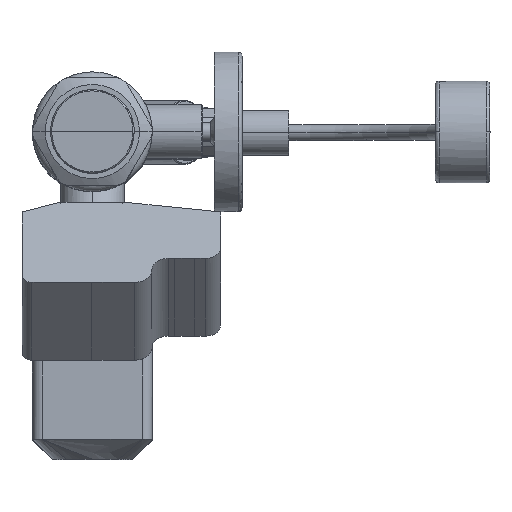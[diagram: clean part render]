
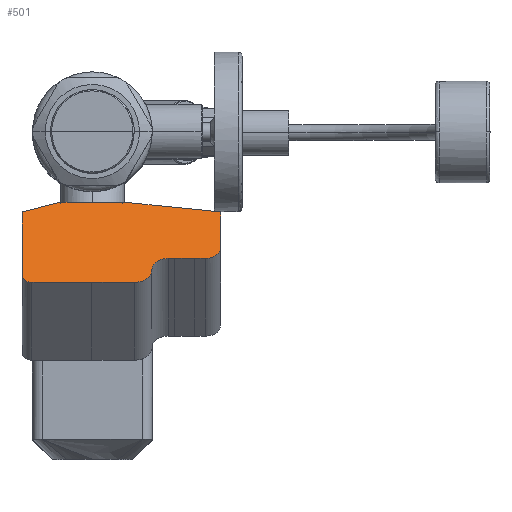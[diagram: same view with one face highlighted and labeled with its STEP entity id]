
A CAD part, top view. The second image highlights one B-rep face of the part: STEP entity #501.
In plain terms, the highlighted planar face has unit normal (0, 0.707, 0.707).
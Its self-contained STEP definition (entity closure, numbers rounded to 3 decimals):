
#37=CARTESIAN_POINT('Control Point',(-35.251,-71.971,431.861)) ;
#38=CARTESIAN_POINT('Control Point',(-35.251,-73.081,432.972)) ;
#39=CARTESIAN_POINT('Control Point',(-34.636,-74.193,434.084)) ;
#40=CARTESIAN_POINT('Control Point',(-33.394,-75.071,434.962)) ;
#41=CARTESIAN_POINT('Control Point',(-31.822,-75.506,435.397)) ;
#42=CARTESIAN_POINT('Control Point',(-30.251,-75.506,435.397)) ;
#43=CARTESIAN_POINT('Vertex',(-35.251,-71.971,431.861)) ;
#45=CARTESIAN_POINT('Vertex',(-30.251,-75.506,435.397)) ;
#81=CARTESIAN_POINT('Control Point',(-35.251,-40.151,400.042)) ;
#82=CARTESIAN_POINT('Control Point',(-35.251,-71.971,431.861)) ;
#83=CARTESIAN_POINT('Vertex',(-35.251,-40.151,400.042)) ;
#109=CARTESIAN_POINT('Control Point',(-15.751,-35.201,395.092)) ;
#110=CARTESIAN_POINT('Control Point',(-35.251,-40.151,400.042)) ;
#111=CARTESIAN_POINT('Vertex',(-15.751,-35.201,395.092)) ;
#137=CARTESIAN_POINT('Control Point',(15.249,-35.201,395.092)) ;
#138=CARTESIAN_POINT('Control Point',(-15.751,-35.201,395.092)) ;
#139=CARTESIAN_POINT('Vertex',(15.249,-35.201,395.092)) ;
#165=CARTESIAN_POINT('Control Point',(64.249,-40.151,400.042)) ;
#166=CARTESIAN_POINT('Control Point',(15.249,-35.201,395.092)) ;
#167=CARTESIAN_POINT('Vertex',(64.249,-40.151,400.042)) ;
#193=CARTESIAN_POINT('Control Point',(64.249,-58.084,417.975)) ;
#194=CARTESIAN_POINT('Control Point',(64.249,-40.151,400.042)) ;
#195=CARTESIAN_POINT('Vertex',(64.249,-58.084,417.975)) ;
#221=CARTESIAN_POINT('Control Point',(56.61,-63.485,423.376)) ;
#222=CARTESIAN_POINT('Control Point',(59.01,-63.485,423.376)) ;
#223=CARTESIAN_POINT('Control Point',(61.412,-62.821,422.712)) ;
#224=CARTESIAN_POINT('Control Point',(63.309,-61.479,421.37)) ;
#225=CARTESIAN_POINT('Control Point',(64.249,-59.781,419.672)) ;
#226=CARTESIAN_POINT('Control Point',(64.249,-58.084,417.975)) ;
#227=CARTESIAN_POINT('Vertex',(56.61,-63.485,423.376)) ;
#257=CARTESIAN_POINT('Control Point',(51.249,-63.485,423.376)) ;
#258=CARTESIAN_POINT('Control Point',(56.61,-63.485,423.376)) ;
#259=CARTESIAN_POINT('Vertex',(51.249,-63.485,423.376)) ;
#285=CARTESIAN_POINT('Control Point',(41.249,-63.485,423.376)) ;
#286=CARTESIAN_POINT('Control Point',(51.249,-63.485,423.376)) ;
#287=CARTESIAN_POINT('Vertex',(41.249,-63.485,423.376)) ;
#313=CARTESIAN_POINT('Control Point',(37.966,-63.485,423.376)) ;
#314=CARTESIAN_POINT('Control Point',(41.249,-63.485,423.376)) ;
#315=CARTESIAN_POINT('Vertex',(37.966,-63.485,423.376)) ;
#341=CARTESIAN_POINT('Control Point',(29.774,-69.278,429.169)) ;
#342=CARTESIAN_POINT('Control Point',(29.777,-68.39,428.28)) ;
#343=CARTESIAN_POINT('Control Point',(30.006,-67.476,427.367)) ;
#344=CARTESIAN_POINT('Control Point',(30.548,-66.571,426.462)) ;
#345=CARTESIAN_POINT('Control Point',(32.004,-65.062,424.953)) ;
#346=CARTESIAN_POINT('Control Point',(34.138,-64.033,423.923)) ;
#347=CARTESIAN_POINT('Control Point',(35.417,-63.649,423.54)) ;
#348=CARTESIAN_POINT('Control Point',(36.71,-63.487,423.378)) ;
#349=CARTESIAN_POINT('Control Point',(37.966,-63.485,423.376)) ;
#350=CARTESIAN_POINT('Vertex',(29.774,-69.278,429.169)) ;
#380=CARTESIAN_POINT('Control Point',(21.073,-75.506,435.397)) ;
#381=CARTESIAN_POINT('Control Point',(23.828,-75.506,435.397)) ;
#382=CARTESIAN_POINT('Control Point',(26.585,-74.738,434.628)) ;
#383=CARTESIAN_POINT('Control Point',(28.754,-73.185,433.076)) ;
#384=CARTESIAN_POINT('Control Point',(29.807,-71.226,431.117)) ;
#385=CARTESIAN_POINT('Control Point',(29.773,-69.279,429.169)) ;
#386=CARTESIAN_POINT('Vertex',(21.073,-75.506,435.397)) ;
#416=CARTESIAN_POINT('Control Point',(-0.251,-75.506,435.397)) ;
#417=CARTESIAN_POINT('Control Point',(21.073,-75.506,435.397)) ;
#418=CARTESIAN_POINT('Vertex',(-0.251,-75.506,435.397)) ;
#444=CARTESIAN_POINT('Control Point',(-30.251,-75.506,435.397)) ;
#445=CARTESIAN_POINT('Control Point',(-0.251,-75.506,435.397)) ;
#480=CARTESIAN_POINT('Axis2P3D Location',(-0.251,-75.506,435.397)) ;
#481=DIRECTION('Axis2P3D Direction',(0.,0.707,0.707)) ;
#482=DIRECTION('Axis2P3D XDirection',(1.,0.,0.)) ;
#483=AXIS2_PLACEMENT_3D('Plane Axis2P3D',#480,#481,#482) ;
#484=PLANE('',#483) ;
#47=EDGE_CURVE('',#44,#46,#36,.T.) ;
#85=EDGE_CURVE('',#84,#44,#80,.T.) ;
#113=EDGE_CURVE('',#112,#84,#108,.T.) ;
#141=EDGE_CURVE('',#140,#112,#136,.T.) ;
#169=EDGE_CURVE('',#168,#140,#164,.T.) ;
#197=EDGE_CURVE('',#196,#168,#192,.T.) ;
#229=EDGE_CURVE('',#228,#196,#220,.T.) ;
#261=EDGE_CURVE('',#260,#228,#256,.T.) ;
#289=EDGE_CURVE('',#288,#260,#284,.T.) ;
#317=EDGE_CURVE('',#316,#288,#312,.T.) ;
#352=EDGE_CURVE('',#351,#316,#340,.T.) ;
#388=EDGE_CURVE('',#387,#351,#379,.T.) ;
#420=EDGE_CURVE('',#419,#387,#415,.T.) ;
#446=EDGE_CURVE('',#46,#419,#443,.T.) ;
#486=ORIENTED_EDGE('',*,*,#446,.T.) ;
#487=ORIENTED_EDGE('',*,*,#420,.T.) ;
#488=ORIENTED_EDGE('',*,*,#388,.T.) ;
#489=ORIENTED_EDGE('',*,*,#352,.T.) ;
#490=ORIENTED_EDGE('',*,*,#317,.T.) ;
#491=ORIENTED_EDGE('',*,*,#289,.T.) ;
#492=ORIENTED_EDGE('',*,*,#261,.T.) ;
#493=ORIENTED_EDGE('',*,*,#229,.T.) ;
#494=ORIENTED_EDGE('',*,*,#197,.T.) ;
#495=ORIENTED_EDGE('',*,*,#169,.T.) ;
#496=ORIENTED_EDGE('',*,*,#141,.T.) ;
#497=ORIENTED_EDGE('',*,*,#113,.T.) ;
#498=ORIENTED_EDGE('',*,*,#85,.T.) ;
#499=ORIENTED_EDGE('',*,*,#47,.T.) ;
#485=EDGE_LOOP('',(#486,#487,#488,#489,#490,#491,#492,#493,#494,#495,#496,#497,#498,#499)) ;
#44=VERTEX_POINT('',#43) ;
#46=VERTEX_POINT('',#45) ;
#84=VERTEX_POINT('',#83) ;
#112=VERTEX_POINT('',#111) ;
#140=VERTEX_POINT('',#139) ;
#168=VERTEX_POINT('',#167) ;
#196=VERTEX_POINT('',#195) ;
#228=VERTEX_POINT('',#227) ;
#260=VERTEX_POINT('',#259) ;
#288=VERTEX_POINT('',#287) ;
#316=VERTEX_POINT('',#315) ;
#351=VERTEX_POINT('',#350) ;
#387=VERTEX_POINT('',#386) ;
#419=VERTEX_POINT('',#418) ;
#501=ADVANCED_FACE('Solid1',(#500),#484,.T.) ;
#36=B_SPLINE_CURVE_WITH_KNOTS('',5,(#37,#38,#39,#40,#41,#42),.UNSPECIFIED.,.F.,.U.,(6,6),(1.571,3.142),.UNSPECIFIED.) ;
#80=B_SPLINE_CURVE_WITH_KNOTS('',1,(#81,#82),.UNSPECIFIED.,.F.,.U.,(2,2),(0.,45.),.UNSPECIFIED.) ;
#108=B_SPLINE_CURVE_WITH_KNOTS('',1,(#109,#110),.UNSPECIFIED.,.F.,.U.,(2,2),(0.,20.718),.UNSPECIFIED.) ;
#136=B_SPLINE_CURVE_WITH_KNOTS('',1,(#137,#138),.UNSPECIFIED.,.F.,.U.,(2,2),(0.,31.),.UNSPECIFIED.) ;
#164=B_SPLINE_CURVE_WITH_KNOTS('',1,(#165,#166),.UNSPECIFIED.,.F.,.U.,(2,2),(0.,49.497),.UNSPECIFIED.) ;
#192=B_SPLINE_CURVE_WITH_KNOTS('',1,(#193,#194),.UNSPECIFIED.,.F.,.U.,(2,2),(0.,25.361),.UNSPECIFIED.) ;
#220=B_SPLINE_CURVE_WITH_KNOTS('',5,(#221,#222,#223,#224,#225,#226),.UNSPECIFIED.,.F.,.U.,(6,6),(-3.142,-1.571),.UNSPECIFIED.) ;
#256=B_SPLINE_CURVE_WITH_KNOTS('',1,(#257,#258),.UNSPECIFIED.,.F.,.U.,(2,2),(0.,5.361),.UNSPECIFIED.) ;
#284=B_SPLINE_CURVE_WITH_KNOTS('',1,(#285,#286),.UNSPECIFIED.,.F.,.U.,(2,2),(0.,10.),.UNSPECIFIED.) ;
#312=B_SPLINE_CURVE_WITH_KNOTS('',1,(#313,#314),.UNSPECIFIED.,.F.,.U.,(2,2),(0.,3.282),.UNSPECIFIED.) ;
#340=B_SPLINE_CURVE_WITH_KNOTS('',5,(#341,#342,#343,#344,#345,#346,#347,#348,#349),.UNSPECIFIED.,.F.,.U.,(6,3,6),(-1.571,-0.785,0.),.UNSPECIFIED.) ;
#379=B_SPLINE_CURVE_WITH_KNOTS('',5,(#380,#381,#382,#383,#384,#385),.UNSPECIFIED.,.F.,.U.,(6,6),(-3.142,-1.559),.UNSPECIFIED.) ;
#415=B_SPLINE_CURVE_WITH_KNOTS('',1,(#416,#417),.UNSPECIFIED.,.F.,.U.,(2,2),(0.,21.324),.UNSPECIFIED.) ;
#443=B_SPLINE_CURVE_WITH_KNOTS('',1,(#444,#445),.UNSPECIFIED.,.F.,.U.,(2,2),(0.,30.),.UNSPECIFIED.) ;
#500=FACE_OUTER_BOUND('',#485,.T.) ;
